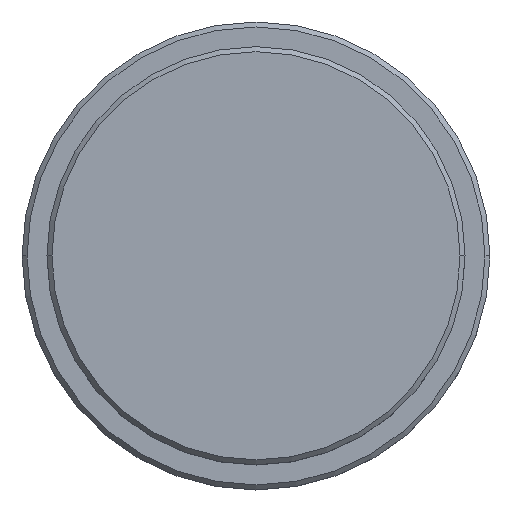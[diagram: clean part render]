
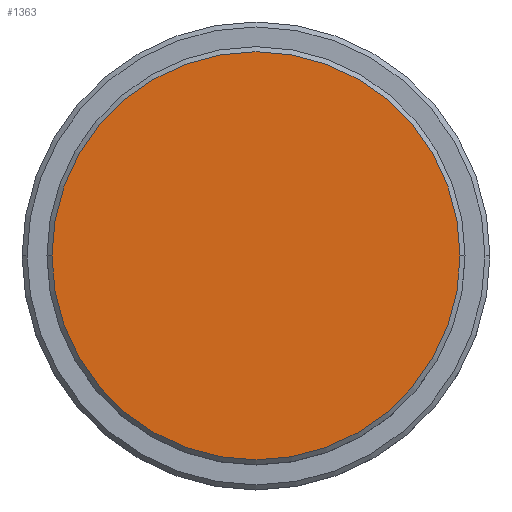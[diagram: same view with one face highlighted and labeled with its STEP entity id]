
A CAD part, top view. The second image highlights one B-rep face of the part: STEP entity #1363.
In plain terms, the highlighted planar face has unit normal (0, 0, 1).
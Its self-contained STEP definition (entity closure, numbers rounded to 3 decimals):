
#39 = VERTEX_POINT ( 'NONE', #1098 ) ;
#40 = FACE_OUTER_BOUND ( 'NONE', #1322, .T. ) ;
#98 = AXIS2_PLACEMENT_3D ( 'NONE', #1147, #1036, #1242 ) ;
#111 = CARTESIAN_POINT ( 'NONE',  ( 0., 0., 0. ) ) ;
#172 = DIRECTION ( 'NONE',  ( 0., 0., 1. ) ) ;
#357 = CARTESIAN_POINT ( 'NONE',  ( -20.5, 0., 0. ) ) ;
#412 = DIRECTION ( 'NONE',  ( 1., 0., 0. ) ) ;
#437 = AXIS2_PLACEMENT_3D ( 'NONE', #111, #172, #949 ) ;
#707 = PLANE ( 'NONE',  #98 ) ;
#750 = CARTESIAN_POINT ( 'NONE',  ( 0., 0., 0. ) ) ;
#789 = EDGE_CURVE ( 'NONE', #39, #1030, #820, .T. ) ;
#820 = CIRCLE ( 'NONE', #1295, 20.5 ) ;
#881 = CIRCLE ( 'NONE', #437, 20.5 ) ;
#949 = DIRECTION ( 'NONE',  ( 1., 0., 0. ) ) ;
#961 = ORIENTED_EDGE ( 'NONE', *, *, #789, .T. ) ;
#963 = DIRECTION ( 'NONE',  ( 0., 0., 1. ) ) ;
#1025 = ORIENTED_EDGE ( 'NONE', *, *, #1212, .T. ) ;
#1030 = VERTEX_POINT ( 'NONE', #357 ) ;
#1036 = DIRECTION ( 'NONE',  ( 0., 0., 1. ) ) ;
#1098 = CARTESIAN_POINT ( 'NONE',  ( 20.5, 0., 0. ) ) ;
#1147 = CARTESIAN_POINT ( 'NONE',  ( 0., 0., 0. ) ) ;
#1212 = EDGE_CURVE ( 'NONE', #1030, #39, #881, .T. ) ;
#1242 = DIRECTION ( 'NONE',  ( 1., 0., 0. ) ) ;
#1295 = AXIS2_PLACEMENT_3D ( 'NONE', #750, #963, #412 ) ;
#1322 = EDGE_LOOP ( 'NONE', ( #1025, #961 ) ) ;
#1363 = ADVANCED_FACE ( 'NONE', ( #40 ), #707, .T. ) ;
